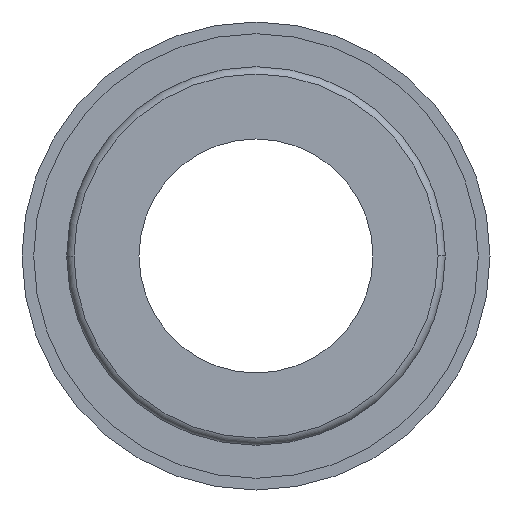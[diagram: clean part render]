
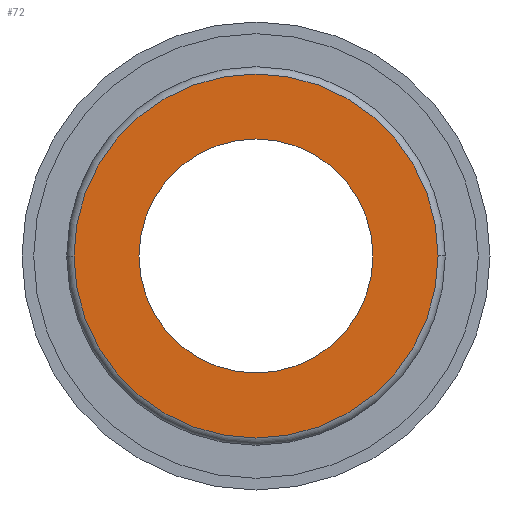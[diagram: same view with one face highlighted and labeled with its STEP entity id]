
A CAD part, front view. The second image highlights one B-rep face of the part: STEP entity #72.
In plain terms, the highlighted planar face has unit normal (0, -1, 0).
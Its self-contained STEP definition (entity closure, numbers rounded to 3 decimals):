
#72=ADVANCED_FACE('',(#182,#183),#184,.T.);
#182=FACE_BOUND('',#335,.T.);
#183=FACE_OUTER_BOUND('',#336,.T.);
#184=PLANE('',#337);
#335=EDGE_LOOP('',(#487,#488));
#336=EDGE_LOOP('',(#489,#490));
#337=AXIS2_PLACEMENT_3D('',#491,#492,#493);
#487=ORIENTED_EDGE('',*,*,#858,.T.);
#488=ORIENTED_EDGE('',*,*,#856,.T.);
#489=ORIENTED_EDGE('',*,*,#859,.T.);
#490=ORIENTED_EDGE('',*,*,#860,.T.);
#491=CARTESIAN_POINT('',(0.0,0.0,0.0));
#492=DIRECTION('',(0.0,-1.0,0.0));
#493=DIRECTION('',(-1.0,0.0,0.0));
#856=EDGE_CURVE('',#995,#999,#1001,.T.);
#858=EDGE_CURVE('',#999,#995,#1003,.T.);
#859=EDGE_CURVE('',#1004,#1005,#1006,.T.);
#860=EDGE_CURVE('',#1005,#1004,#1007,.T.);
#995=VERTEX_POINT('',#1193);
#999=VERTEX_POINT('',#1198);
#1001=CIRCLE('',#1201,4.5);
#1003=CIRCLE('',#1203,4.5);
#1004=VERTEX_POINT('',#1204);
#1005=VERTEX_POINT('',#1205);
#1006=CIRCLE('',#1206,7.0);
#1007=CIRCLE('',#1207,7.0);
#1193=CARTESIAN_POINT('',(4.5,0.0,0.));
#1198=CARTESIAN_POINT('',(-4.5,0.0,0.));
#1201=AXIS2_PLACEMENT_3D('',#1426,#1427,#1428);
#1203=AXIS2_PLACEMENT_3D('',#1429,#1430,#1431);
#1204=CARTESIAN_POINT('',(7.0,0.0,0.0));
#1205=CARTESIAN_POINT('',(-7.0,0.0,0.));
#1206=AXIS2_PLACEMENT_3D('',#1432,#1433,#1434);
#1207=AXIS2_PLACEMENT_3D('',#1435,#1436,#1437);
#1426=CARTESIAN_POINT('',(0.0,0.0,0.0));
#1427=DIRECTION('',(-0.0,1.0,0.0));
#1428=DIRECTION('',(1.0,0.0,0.0));
#1429=CARTESIAN_POINT('',(0.0,0.0,0.0));
#1430=DIRECTION('',(-0.0,1.0,0.0));
#1431=DIRECTION('',(1.0,0.0,0.0));
#1432=CARTESIAN_POINT('',(0.0,0.0,0.0));
#1433=DIRECTION('',(0.0,-1.0,0.0));
#1434=DIRECTION('',(1.0,0.0,0.0));
#1435=CARTESIAN_POINT('',(0.0,0.0,0.0));
#1436=DIRECTION('',(0.0,-1.0,0.0));
#1437=DIRECTION('',(1.0,0.0,0.0));
